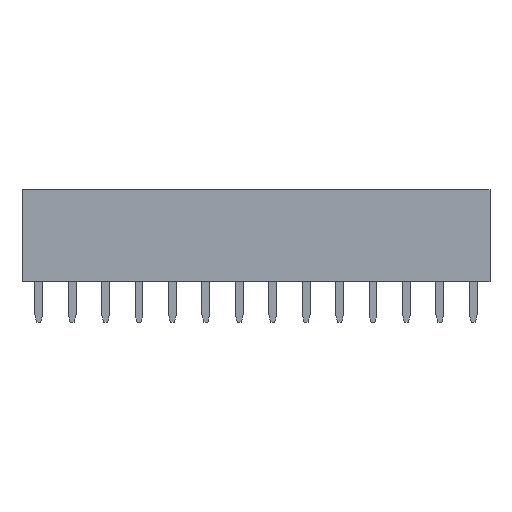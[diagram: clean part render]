
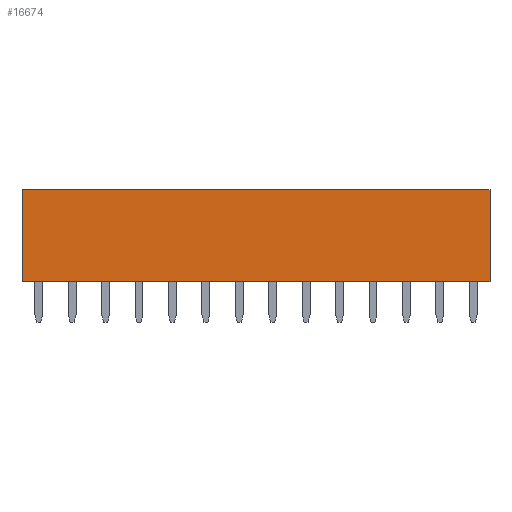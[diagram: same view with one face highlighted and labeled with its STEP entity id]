
A CAD part, left-side view. The second image highlights one B-rep face of the part: STEP entity #16674.
In plain terms, the highlighted planar face has unit normal (-1, 0, 0).
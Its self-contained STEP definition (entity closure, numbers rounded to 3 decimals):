
#108=FACE_OUTER_BOUND('',#1024,.T.);
#1024=EDGE_LOOP('',(#10523,#10524,#10525,#10526));
#1969=LINE('',#22545,#4257);
#1975=LINE('',#22558,#4263);
#1978=LINE('',#22563,#4266);
#2036=LINE('',#22678,#4324);
#4257=VECTOR('',#18472,1.);
#4263=VECTOR('',#18480,1.);
#4266=VECTOR('',#18487,1.);
#4324=VECTOR('',#18547,1.);
#6539=VERTEX_POINT('',#22533);
#6544=VERTEX_POINT('',#22543);
#6549=VERTEX_POINT('',#22555);
#6550=VERTEX_POINT('',#22557);
#8033=EDGE_CURVE('',#6539,#6544,#1969,.T.);
#8039=EDGE_CURVE('',#6549,#6550,#1975,.T.);
#8042=EDGE_CURVE('',#6550,#6544,#1978,.T.);
#8100=EDGE_CURVE('',#6549,#6539,#2036,.T.);
#10523=ORIENTED_EDGE('',*,*,#8039,.F.);
#10524=ORIENTED_EDGE('',*,*,#8100,.T.);
#10525=ORIENTED_EDGE('',*,*,#8033,.T.);
#10526=ORIENTED_EDGE('',*,*,#8042,.F.);
#14896=PLANE('',#17577);
#16674=ADVANCED_FACE('',(#108),#14896,.F.);
#17577=AXIS2_PLACEMENT_3D('',#22908,#18668,#18669);
#18472=DIRECTION('',(0.,0.,1.));
#18480=DIRECTION('',(0.,0.,1.));
#18487=DIRECTION('',(0.,-1.,0.));
#18547=DIRECTION('',(0.,-1.,0.));
#18668=DIRECTION('center_axis',(1.,0.,0.));
#18669=DIRECTION('ref_axis',(0.,-1.,0.));
#22533=CARTESIAN_POINT('',(-1.27,-34.29,0.));
#22543=CARTESIAN_POINT('',(-1.27,-34.29,7.));
#22545=CARTESIAN_POINT('',(-1.27,-34.29,0.));
#22555=CARTESIAN_POINT('',(-1.27,1.27,0.));
#22557=CARTESIAN_POINT('',(-1.27,1.27,7.));
#22558=CARTESIAN_POINT('',(-1.27,1.27,0.));
#22563=CARTESIAN_POINT('',(-1.27,1.27,7.));
#22678=CARTESIAN_POINT('',(-1.27,1.27,0.));
#22908=CARTESIAN_POINT('Origin',(-1.27,1.27,0.));
